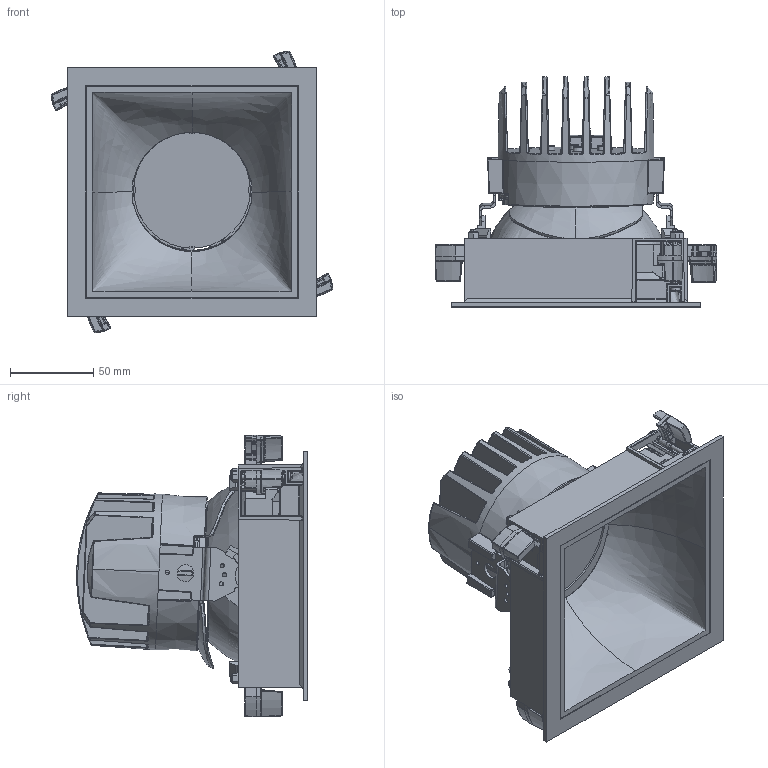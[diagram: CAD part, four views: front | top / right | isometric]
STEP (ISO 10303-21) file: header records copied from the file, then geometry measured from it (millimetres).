
FILE_DESCRIPTION (( 'STEP AP214' ), '1' );
FILE_NAME ('ARTEMIDE-ARCHITECTURAL-EVERYTHING 150-SQUARE-TRIM-FIX-ADJUSTABLE-3D.STEP', '2017-10-18T19:30:50', ( '' ), ( '' ), 'SwSTEP 2.0', 'SolidWorks 2012', '' );
FILE_SCHEMA (( 'AUTOMOTIVE_DESIGN' ));
Products named in the file (1): ARTEMIDE-ARCHITECTURAL-EVERYTHING 150-SQUARE-TRIM-FIX-ADJUSTABLE-3D
Bounding box: 169.42 x 138.86 x 169.42 mm (x, y, z)
Volume: 268484.4 mm3; surface area: 256527.2 mm2
Topology: 29 solids, 30 shells, 3508 faces, 8488 edges, 5000 vertices
Faces by surface type: plane 871, cylinder 831, bspline 782, cone 467, torus 315, sphere 242
Entity records: 163945 total; most frequent: CARTESIAN_POINT 88483, ORIENTED_EDGE 16908, DIRECTION 14431, EDGE_CURVE 8454, AXIS2_PLACEMENT_3D 5849, VERTEX_POINT 4998, EDGE_LOOP 3654, ADVANCED_FACE 3510
